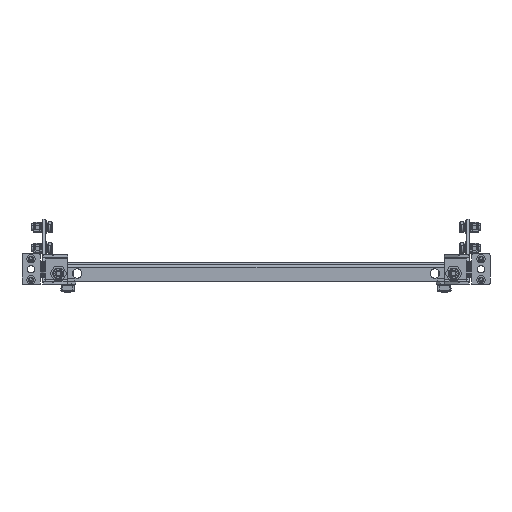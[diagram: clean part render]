
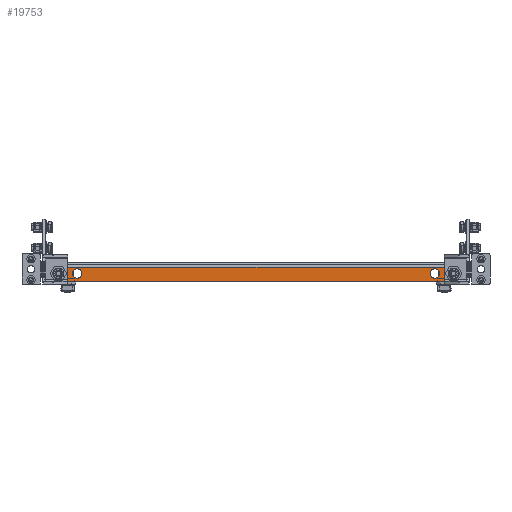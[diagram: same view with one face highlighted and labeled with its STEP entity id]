
A CAD part, front view. The second image highlights one B-rep face of the part: STEP entity #19753.
In plain terms, the highlighted planar face has unit normal (0, -1, 0).
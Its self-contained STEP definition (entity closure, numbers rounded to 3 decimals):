
#26 = EDGE_LOOP ( 'NONE', ( #18203, #1306 ) ) ;
#214 = VERTEX_POINT ( 'NONE', #1624 ) ;
#355 = ORIENTED_EDGE ( 'NONE', *, *, #9072, .T. ) ;
#440 = CARTESIAN_POINT ( 'NONE',  ( 212.5, -648., -5. ) ) ;
#467 = DIRECTION ( 'NONE',  ( 1., 0., 0. ) ) ;
#855 = ORIENTED_EDGE ( 'NONE', *, *, #14851, .F. ) ;
#1057 = DIRECTION ( 'NONE',  ( 0., -1., 0. ) ) ;
#1114 = EDGE_CURVE ( 'NONE', #19241, #12760, #20137, .T. ) ;
#1221 = FACE_BOUND ( 'NONE', #19994, .T. ) ;
#1306 = ORIENTED_EDGE ( 'NONE', *, *, #1114, .F. ) ;
#1419 = DIRECTION ( 'NONE',  ( 0., 0., -1. ) ) ;
#1490 = DIRECTION ( 'NONE',  ( 0., 0., -1. ) ) ;
#1521 = VERTEX_POINT ( 'NONE', #440 ) ;
#1570 = DIRECTION ( 'NONE',  ( 0., 0., 1. ) ) ;
#1624 = CARTESIAN_POINT ( 'NONE',  ( 212.5, -648., -16. ) ) ;
#1885 = EDGE_CURVE ( 'NONE', #16516, #18984, #17773, .T. ) ;
#2673 = AXIS2_PLACEMENT_3D ( 'NONE', #8184, #12993, #1490 ) ;
#2683 = DIRECTION ( 'NONE',  ( 0., 0., -1. ) ) ;
#3278 = LINE ( 'NONE', #10219, #20053 ) ;
#3403 = LINE ( 'NONE', #6893, #13862 ) ;
#3410 = CIRCLE ( 'NONE', #2673, 5.5 ) ;
#3446 = CARTESIAN_POINT ( 'NONE',  ( 235., -648., -10.5 ) ) ;
#3491 = AXIS2_PLACEMENT_3D ( 'NONE', #4554, #9147, #7935 ) ;
#3511 = ORIENTED_EDGE ( 'NONE', *, *, #9762, .T. ) ;
#4462 = AXIS2_PLACEMENT_3D ( 'NONE', #19346, #9688, #1570 ) ;
#4554 = CARTESIAN_POINT ( 'NONE',  ( -241.146, -648., -15. ) ) ;
#4557 = VECTOR ( 'NONE', #7407, 1000. ) ;
#4605 = AXIS2_PLACEMENT_3D ( 'NONE', #9292, #19573, #11312 ) ;
#4954 = CARTESIAN_POINT ( 'NONE',  ( -212.5, -648., -16. ) ) ;
#5283 = VERTEX_POINT ( 'NONE', #6281 ) ;
#5360 = CIRCLE ( 'NONE', #15188, 5.5 ) ;
#5430 = ORIENTED_EDGE ( 'NONE', *, *, #19942, .F. ) ;
#5543 = FACE_BOUND ( 'NONE', #16632, .T. ) ;
#5695 = CIRCLE ( 'NONE', #3491, 5. ) ;
#5749 = ORIENTED_EDGE ( 'NONE', *, *, #18705, .T. ) ;
#5991 = VERTEX_POINT ( 'NONE', #13316 ) ;
#6281 = CARTESIAN_POINT ( 'NONE',  ( 235., -648., -5. ) ) ;
#6418 = ORIENTED_EDGE ( 'NONE', *, *, #11541, .F. ) ;
#6703 = DIRECTION ( 'NONE',  ( 0., 1., 0. ) ) ;
#6719 = EDGE_CURVE ( 'NONE', #8235, #10418, #9926, .T. ) ;
#6868 = EDGE_CURVE ( 'NONE', #1521, #214, #14635, .T. ) ;
#6893 = CARTESIAN_POINT ( 'NONE',  ( 246.146, -648., 0. ) ) ;
#6982 = EDGE_CURVE ( 'NONE', #214, #1521, #16160, .T. ) ;
#7152 = ORIENTED_EDGE ( 'NONE', *, *, #13258, .T. ) ;
#7213 = CARTESIAN_POINT ( 'NONE',  ( -249.5, -648., -20. ) ) ;
#7300 = EDGE_CURVE ( 'NONE', #12760, #19241, #7532, .T. ) ;
#7389 = EDGE_CURVE ( 'NONE', #16011, #5283, #5360, .T. ) ;
#7407 = DIRECTION ( 'NONE',  ( 0., 0., -1. ) ) ;
#7460 = EDGE_LOOP ( 'NONE', ( #12474, #5749 ) ) ;
#7532 = CIRCLE ( 'NONE', #9218, 5.5 ) ;
#7602 = AXIS2_PLACEMENT_3D ( 'NONE', #14475, #8046, #19331 ) ;
#7935 = DIRECTION ( 'NONE',  ( 0., 0., 1. ) ) ;
#7981 = DIRECTION ( 'NONE',  ( 0., -1., 0. ) ) ;
#8046 = DIRECTION ( 'NONE',  ( 0., 1., 0. ) ) ;
#8131 = CARTESIAN_POINT ( 'NONE',  ( -241.146, -648., -20. ) ) ;
#8184 = CARTESIAN_POINT ( 'NONE',  ( 235., -648., -10.5 ) ) ;
#8200 = DIRECTION ( 'NONE',  ( 0., 0., -1. ) ) ;
#8235 = VERTEX_POINT ( 'NONE', #17208 ) ;
#8928 = VERTEX_POINT ( 'NONE', #12645 ) ;
#9016 = VERTEX_POINT ( 'NONE', #8131 ) ;
#9072 = EDGE_CURVE ( 'NONE', #8928, #5991, #9628, .T. ) ;
#9147 = DIRECTION ( 'NONE',  ( 0., -1., 0. ) ) ;
#9169 = CARTESIAN_POINT ( 'NONE',  ( -235., -648., -5. ) ) ;
#9218 = AXIS2_PLACEMENT_3D ( 'NONE', #12724, #14491, #17737 ) ;
#9228 = PLANE ( 'NONE',  #4605 ) ;
#9292 = CARTESIAN_POINT ( 'NONE',  ( -249.5, -648., 0. ) ) ;
#9628 = CIRCLE ( 'NONE', #4462, 5. ) ;
#9688 = DIRECTION ( 'NONE',  ( 0., -1., 0. ) ) ;
#9762 = EDGE_CURVE ( 'NONE', #10418, #9016, #5695, .T. ) ;
#9889 = FACE_BOUND ( 'NONE', #7460, .T. ) ;
#9926 = LINE ( 'NONE', #15615, #4557 ) ;
#10219 = CARTESIAN_POINT ( 'NONE',  ( 249.5, -648., -3.3 ) ) ;
#10229 = DIRECTION ( 'NONE',  ( 0., 0., -1. ) ) ;
#10418 = VERTEX_POINT ( 'NONE', #16935 ) ;
#10495 = LINE ( 'NONE', #7213, #18579 ) ;
#10751 = EDGE_LOOP ( 'NONE', ( #7152, #355, #6418, #855, #13739, #3511 ) ) ;
#10862 = CIRCLE ( 'NONE', #17919, 5.5 ) ;
#11070 = CARTESIAN_POINT ( 'NONE',  ( 212.5, -648., -10.5 ) ) ;
#11312 = DIRECTION ( 'NONE',  ( 0., 0., 1. ) ) ;
#11335 = ORIENTED_EDGE ( 'NONE', *, *, #6982, .T. ) ;
#11514 = AXIS2_PLACEMENT_3D ( 'NONE', #15909, #7981, #1419 ) ;
#11541 = EDGE_CURVE ( 'NONE', #14048, #5991, #3403, .T. ) ;
#11648 = CARTESIAN_POINT ( 'NONE',  ( -212.5, -648., -5. ) ) ;
#12095 = DIRECTION ( 'NONE',  ( 1., 0., 0. ) ) ;
#12197 = DIRECTION ( 'NONE',  ( 0., 0., -1. ) ) ;
#12291 = CARTESIAN_POINT ( 'NONE',  ( -235., -648., -10.5 ) ) ;
#12326 = CARTESIAN_POINT ( 'NONE',  ( -235., -648., -16. ) ) ;
#12412 = CARTESIAN_POINT ( 'NONE',  ( -212.5, -648., -10.5 ) ) ;
#12474 = ORIENTED_EDGE ( 'NONE', *, *, #7389, .T. ) ;
#12645 = CARTESIAN_POINT ( 'NONE',  ( 241.146, -648., -20. ) ) ;
#12724 = CARTESIAN_POINT ( 'NONE',  ( -235., -648., -10.5 ) ) ;
#12760 = VERTEX_POINT ( 'NONE', #12326 ) ;
#12993 = DIRECTION ( 'NONE',  ( 0., 1., 0. ) ) ;
#13258 = EDGE_CURVE ( 'NONE', #9016, #8928, #10495, .T. ) ;
#13316 = CARTESIAN_POINT ( 'NONE',  ( 246.146, -648., -15. ) ) ;
#13660 = FACE_BOUND ( 'NONE', #26, .T. ) ;
#13739 = ORIENTED_EDGE ( 'NONE', *, *, #6719, .T. ) ;
#13862 = VECTOR ( 'NONE', #10229, 1000. ) ;
#14048 = VERTEX_POINT ( 'NONE', #18449 ) ;
#14212 = AXIS2_PLACEMENT_3D ( 'NONE', #12291, #19002, #20448 ) ;
#14408 = ORIENTED_EDGE ( 'NONE', *, *, #6868, .T. ) ;
#14475 = CARTESIAN_POINT ( 'NONE',  ( 212.5, -648., -10.5 ) ) ;
#14491 = DIRECTION ( 'NONE',  ( 0., -1., 0. ) ) ;
#14635 = CIRCLE ( 'NONE', #19503, 5.5 ) ;
#14851 = EDGE_CURVE ( 'NONE', #8235, #14048, #3278, .T. ) ;
#15155 = CARTESIAN_POINT ( 'NONE',  ( 235., -648., -16. ) ) ;
#15188 = AXIS2_PLACEMENT_3D ( 'NONE', #3446, #6703, #8200 ) ;
#15299 = ORIENTED_EDGE ( 'NONE', *, *, #1885, .F. ) ;
#15615 = CARTESIAN_POINT ( 'NONE',  ( -246.146, -648., 0. ) ) ;
#15909 = CARTESIAN_POINT ( 'NONE',  ( -212.5, -648., -10.5 ) ) ;
#16011 = VERTEX_POINT ( 'NONE', #15155 ) ;
#16160 = CIRCLE ( 'NONE', #7602, 5.5 ) ;
#16516 = VERTEX_POINT ( 'NONE', #11648 ) ;
#16632 = EDGE_LOOP ( 'NONE', ( #11335, #14408 ) ) ;
#16935 = CARTESIAN_POINT ( 'NONE',  ( -246.146, -648., -15. ) ) ;
#16963 = FACE_OUTER_BOUND ( 'NONE', #10751, .T. ) ;
#17208 = CARTESIAN_POINT ( 'NONE',  ( -246.146, -648., -3.3 ) ) ;
#17375 = DIRECTION ( 'NONE',  ( 0., 1., 0. ) ) ;
#17737 = DIRECTION ( 'NONE',  ( 0., 0., -1. ) ) ;
#17773 = CIRCLE ( 'NONE', #11514, 5.5 ) ;
#17919 = AXIS2_PLACEMENT_3D ( 'NONE', #12412, #1057, #12197 ) ;
#18203 = ORIENTED_EDGE ( 'NONE', *, *, #7300, .F. ) ;
#18449 = CARTESIAN_POINT ( 'NONE',  ( 246.146, -648., -3.3 ) ) ;
#18579 = VECTOR ( 'NONE', #12095, 1000. ) ;
#18705 = EDGE_CURVE ( 'NONE', #5283, #16011, #3410, .T. ) ;
#18984 = VERTEX_POINT ( 'NONE', #4954 ) ;
#19002 = DIRECTION ( 'NONE',  ( 0., -1., 0. ) ) ;
#19241 = VERTEX_POINT ( 'NONE', #9169 ) ;
#19331 = DIRECTION ( 'NONE',  ( 0., 0., -1. ) ) ;
#19346 = CARTESIAN_POINT ( 'NONE',  ( 241.146, -648., -15. ) ) ;
#19503 = AXIS2_PLACEMENT_3D ( 'NONE', #11070, #17375, #2683 ) ;
#19573 = DIRECTION ( 'NONE',  ( 0., 1., 0. ) ) ;
#19753 = ADVANCED_FACE ( 'NONE', ( #9889, #5543, #13660, #1221, #16963 ), #9228, .F. ) ;
#19942 = EDGE_CURVE ( 'NONE', #18984, #16516, #10862, .T. ) ;
#19994 = EDGE_LOOP ( 'NONE', ( #5430, #15299 ) ) ;
#20053 = VECTOR ( 'NONE', #467, 1000. ) ;
#20137 = CIRCLE ( 'NONE', #14212, 5.5 ) ;
#20448 = DIRECTION ( 'NONE',  ( 0., 0., -1. ) ) ;
